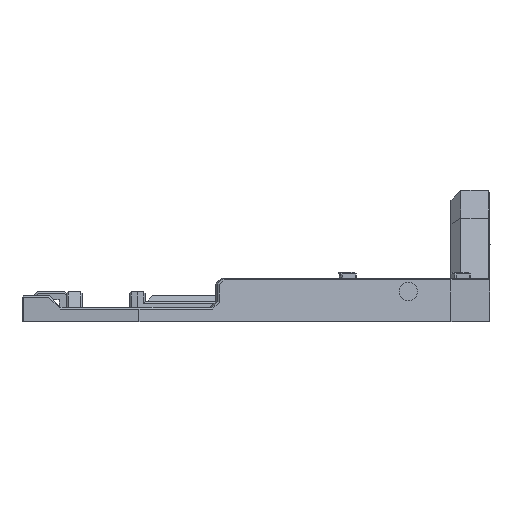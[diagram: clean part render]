
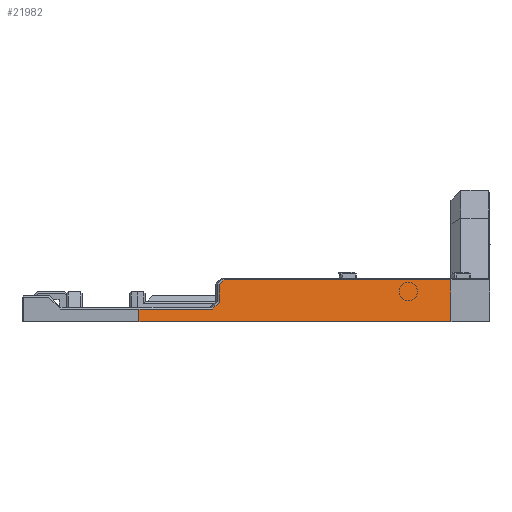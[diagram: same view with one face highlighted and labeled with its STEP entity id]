
A CAD part, left-side view. The second image highlights one B-rep face of the part: STEP entity #21982.
In plain terms, the highlighted planar face has unit normal (-0.972, -0.234, 0).
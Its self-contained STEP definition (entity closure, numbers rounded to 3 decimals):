
#1023=PLANE('',#23252);
#2177=FACE_OUTER_BOUND('',#3505,.T.);
#3505=EDGE_LOOP('',(#19075,#19076,#19077,#19078,#19079,#19080,#19081,#19082));
#6033=LINE('',#34189,#8929);
#6052=LINE('',#34226,#8948);
#6055=LINE('',#34231,#8951);
#6134=LINE('',#34433,#9030);
#6145=LINE('',#34468,#9041);
#6149=LINE('',#34474,#9045);
#6150=LINE('',#34477,#9046);
#6151=LINE('',#34478,#9047);
#8929=VECTOR('',#27270,10.);
#8948=VECTOR('',#27305,10.);
#8951=VECTOR('',#27310,10.);
#9030=VECTOR('',#27473,1000.);
#9041=VECTOR('',#27512,1000.);
#9045=VECTOR('',#27520,1000.);
#9046=VECTOR('',#27523,1000.);
#9047=VECTOR('',#27524,1000.);
#11237=VERTEX_POINT('',#34187);
#11238=VERTEX_POINT('',#34188);
#11248=VERTEX_POINT('',#34225);
#11249=VERTEX_POINT('',#34229);
#11307=VERTEX_POINT('',#34430);
#11308=VERTEX_POINT('',#34432);
#11318=VERTEX_POINT('',#34467);
#11319=VERTEX_POINT('',#34476);
#13882=EDGE_CURVE('',#11237,#11238,#6033,.T.);
#13901=EDGE_CURVE('',#11248,#11237,#6052,.T.);
#13904=EDGE_CURVE('',#11249,#11248,#6055,.T.);
#13996=EDGE_CURVE('',#11307,#11308,#6134,.T.);
#14013=EDGE_CURVE('',#11318,#11308,#6145,.T.);
#14017=EDGE_CURVE('',#11249,#11318,#6149,.T.);
#14018=EDGE_CURVE('',#11319,#11307,#6150,.T.);
#14019=EDGE_CURVE('',#11319,#11238,#6151,.T.);
#19075=ORIENTED_EDGE('',*,*,#14017,.T.);
#19076=ORIENTED_EDGE('',*,*,#14013,.T.);
#19077=ORIENTED_EDGE('',*,*,#13996,.F.);
#19078=ORIENTED_EDGE('',*,*,#14018,.F.);
#19079=ORIENTED_EDGE('',*,*,#14019,.T.);
#19080=ORIENTED_EDGE('',*,*,#13882,.F.);
#19081=ORIENTED_EDGE('',*,*,#13901,.F.);
#19082=ORIENTED_EDGE('',*,*,#13904,.F.);
#21982=ADVANCED_FACE('',(#2177),#1023,.F.);
#23252=AXIS2_PLACEMENT_3D('',#34475,#27521,#27522);
#27270=DIRECTION('',(0.235,-0.972,0.));
#27305=DIRECTION('',(0.166,-0.687,0.707));
#27310=DIRECTION('',(0.,0.,1.));
#27473=DIRECTION('',(0.,0.,1.));
#27512=DIRECTION('',(-0.235,0.972,0.));
#27520=DIRECTION('',(-0.166,0.687,-0.707));
#27521=DIRECTION('center_axis',(0.972,0.235,0.));
#27522=DIRECTION('ref_axis',(-0.235,0.972,0.));
#27523=DIRECTION('',(-0.235,0.972,0.));
#27524=DIRECTION('',(0.,0.,1.));
#34187=CARTESIAN_POINT('',(-89.032,3.164,10.7));
#34188=CARTESIAN_POINT('',(-75.,-55.,10.7));
#34189=CARTESIAN_POINT('',(-79.619,-35.852,10.7));
#34225=CARTESIAN_POINT('',(-89.329,4.395,9.434));
#34226=CARTESIAN_POINT('',(-90.963,11.169,2.465));
#34229=CARTESIAN_POINT('',(-89.329,4.395,4.934));
#34231=CARTESIAN_POINT('',(-89.329,4.395,-35.598));
#34430=CARTESIAN_POINT('',(-94.3,25.,0.));
#34432=CARTESIAN_POINT('',(-94.3,25.,3.2));
#34433=CARTESIAN_POINT('',(-94.3,25.,-82.295));
#34467=CARTESIAN_POINT('',(-89.736,6.08,3.2));
#34468=CARTESIAN_POINT('',(-75.,-55.,3.2));
#34474=CARTESIAN_POINT('',(-92.393,17.096,-8.131));
#34475=CARTESIAN_POINT('Origin',(-75.,-55.,-82.295));
#34476=CARTESIAN_POINT('',(-75.,-55.,0.));
#34477=CARTESIAN_POINT('',(-75.,-55.,0.));
#34478=CARTESIAN_POINT('',(-75.,-55.,3.6));
